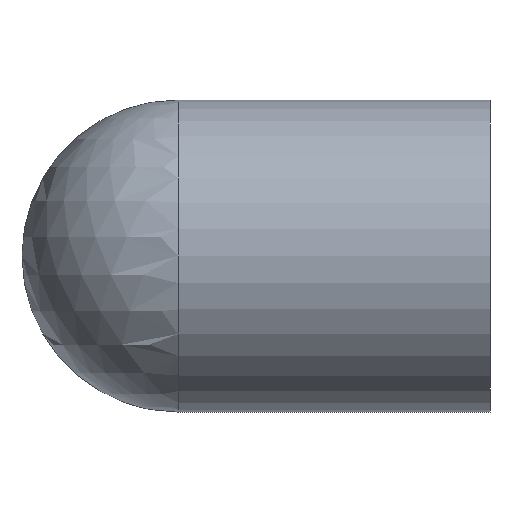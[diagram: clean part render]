
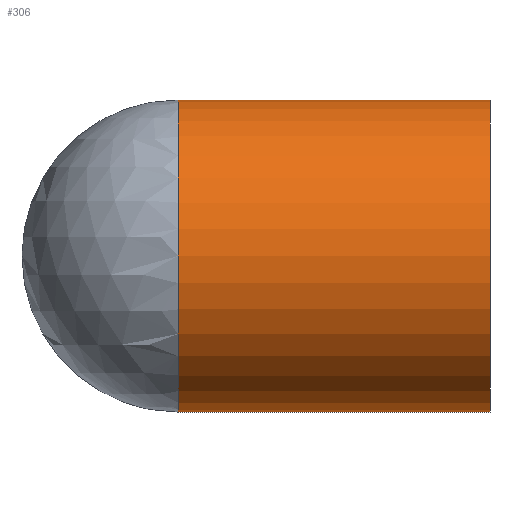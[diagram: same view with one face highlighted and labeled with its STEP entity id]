
A CAD part, front view. The second image highlights one B-rep face of the part: STEP entity #306.
In plain terms, the highlighted cylindrical face has radius 10 mm (diameter 20 mm), a full revolution.
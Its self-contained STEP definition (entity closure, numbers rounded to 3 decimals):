
#270=CARTESIAN_POINT('',(0.0,-30.796,0.0));
#271=DIRECTION('',(1.0,0.0,0.0));
#272=DIRECTION('',(0.0,-1.0,0.0));
#273=AXIS2_PLACEMENT_3D('',#270,#271,#272);
#274=CYLINDRICAL_SURFACE('',#273,10.0);
#275=CARTESIAN_POINT('',(20.0,-20.796,0.));
#276=VERTEX_POINT('',#275);
#277=CARTESIAN_POINT('',(20.0,-30.796,0.0));
#278=DIRECTION('',(-1.0,0.0,0.0));
#279=DIRECTION('',(0.0,-1.0,0.0));
#280=AXIS2_PLACEMENT_3D('',#277,#278,#279);
#281=CIRCLE('',#280,10.0);
#282=EDGE_CURVE('',#276,#276,#281,.T.);
#283=ORIENTED_EDGE('',*,*,#282,.T.);
#284=EDGE_LOOP('',(#283));
#285=FACE_OUTER_BOUND('',#284,.T.);
#286=CARTESIAN_POINT('',(0.0,-30.796,-10.0));
#287=VERTEX_POINT('',#286);
#288=CARTESIAN_POINT('',(0.0,-30.796,10.0));
#289=VERTEX_POINT('',#288);
#290=CARTESIAN_POINT('',(0.0,-30.796,0.0));
#291=DIRECTION('',(-1.0,0.0,0.0));
#292=DIRECTION('',(0.0,-1.0,0.0));
#293=AXIS2_PLACEMENT_3D('',#290,#291,#292);
#294=CIRCLE('',#293,10.0);
#295=EDGE_CURVE('',#287,#289,#294,.T.);
#296=ORIENTED_EDGE('',*,*,#295,.F.);
#297=CARTESIAN_POINT('',(0.,-30.796,0.0));
#298=DIRECTION('',(-0.707,0.707,0.0));
#299=DIRECTION('',(-0.707,-0.707,0.0));
#300=AXIS2_PLACEMENT_3D('',#297,#298,#299);
#301=ELLIPSE('',#300,14.142,10.0);
#302=EDGE_CURVE('',#289,#287,#301,.T.);
#303=ORIENTED_EDGE('',*,*,#302,.F.);
#304=EDGE_LOOP('',(#296,#303));
#305=FACE_BOUND('',#304,.T.);
#306=ADVANCED_FACE('',(#285,#305),#274,.T.);
